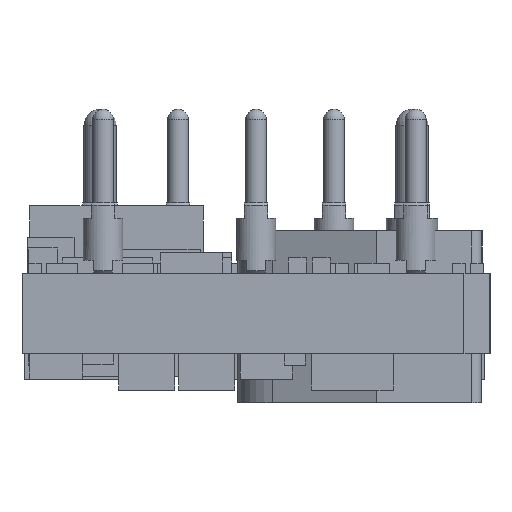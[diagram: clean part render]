
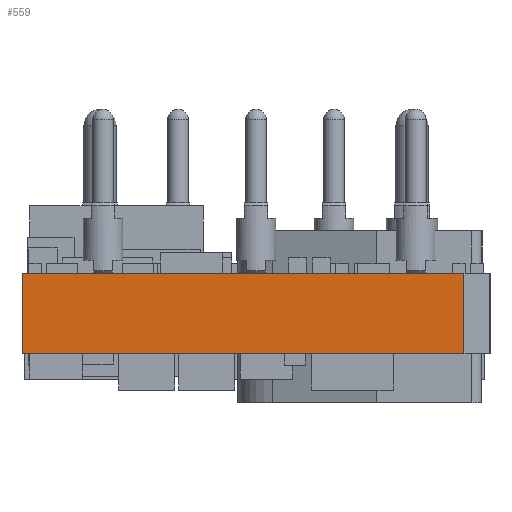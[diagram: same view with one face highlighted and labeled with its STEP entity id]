
A CAD part, left-side view. The second image highlights one B-rep face of the part: STEP entity #559.
In plain terms, the highlighted planar face has unit normal (-1, 0, 0).
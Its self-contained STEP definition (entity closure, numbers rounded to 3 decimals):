
#559 = ADVANCED_FACE ( 'NONE', ( #10985 ), #11960, .F. ) ;
#927 = EDGE_CURVE ( 'NONE', #23766, #23743, #20194, .T. ) ;
#948 = EDGE_CURVE ( 'NONE', #23783, #23781, #20257, .T. ) ;
#985 = EDGE_CURVE ( 'NONE', #23743, #23781, #20368, .T. ) ;
#1007 = EDGE_CURVE ( 'NONE', #23766, #23783, #20434, .T. ) ;
#1369 = ORIENTED_EDGE ( 'NONE', *, *, #1007, .T. ) ;
#1371 = ORIENTED_EDGE ( 'NONE', *, *, #948, .T. ) ;
#1372 = ORIENTED_EDGE ( 'NONE', *, *, #985, .F. ) ;
#1373 = ORIENTED_EDGE ( 'NONE', *, *, #927, .F. ) ;
#7109 = EDGE_LOOP ( 'NONE', ( #1371, #1372, #1373, #1369 ) ) ;
#10985 = FACE_OUTER_BOUND ( 'NONE', #7109, .T. ) ;
#10988 = AXIS2_PLACEMENT_3D ( 'NONE', #11961, #11962, #11963 ) ;
#11960 = PLANE ( 'NONE',  #10988 ) ;
#11961 = CARTESIAN_POINT ( 'NONE',  ( 0., 22.86, 3.917 ) ) ;
#11962 = DIRECTION ( 'NONE',  ( 1., 0., 0. ) ) ;
#11963 = DIRECTION ( 'NONE',  ( 0., 0., -1. ) ) ;
#15212 = VECTOR ( 'NONE', #20196, 1000. ) ;
#15233 = VECTOR ( 'NONE', #20259, 1000. ) ;
#15271 = VECTOR ( 'NONE', #20370, 1000. ) ;
#15293 = VECTOR ( 'NONE', #20436, 1000. ) ;
#18047 = CARTESIAN_POINT ( 'NONE',  ( 0., 1.27, 3.917 ) ) ;
#18070 = CARTESIAN_POINT ( 'NONE',  ( 0., 22.86, 3.917 ) ) ;
#18085 = CARTESIAN_POINT ( 'NONE',  ( 0., 1.27, 0. ) ) ;
#18087 = CARTESIAN_POINT ( 'NONE',  ( 0., 22.86, 0. ) ) ;
#20194 = LINE ( 'NONE', #20195, #15212 ) ;
#20195 = CARTESIAN_POINT ( 'NONE',  ( 0., 22.86, 3.917 ) ) ;
#20196 = DIRECTION ( 'NONE',  ( 0., -1., 0. ) ) ;
#20257 = LINE ( 'NONE', #20258, #15233 ) ;
#20258 = CARTESIAN_POINT ( 'NONE',  ( 0., 22.86, 0. ) ) ;
#20259 = DIRECTION ( 'NONE',  ( 0., -1., 0. ) ) ;
#20368 = LINE ( 'NONE', #20369, #15271 ) ;
#20369 = CARTESIAN_POINT ( 'NONE',  ( 0., 1.27, 3.917 ) ) ;
#20370 = DIRECTION ( 'NONE',  ( 0., 0., -1. ) ) ;
#20434 = LINE ( 'NONE', #20435, #15293 ) ;
#20435 = CARTESIAN_POINT ( 'NONE',  ( 0., 22.86, 3.917 ) ) ;
#20436 = DIRECTION ( 'NONE',  ( 0., 0., -1. ) ) ;
#23743 = VERTEX_POINT ( 'NONE', #18047 ) ;
#23766 = VERTEX_POINT ( 'NONE', #18070 ) ;
#23781 = VERTEX_POINT ( 'NONE', #18085 ) ;
#23783 = VERTEX_POINT ( 'NONE', #18087 ) ;
